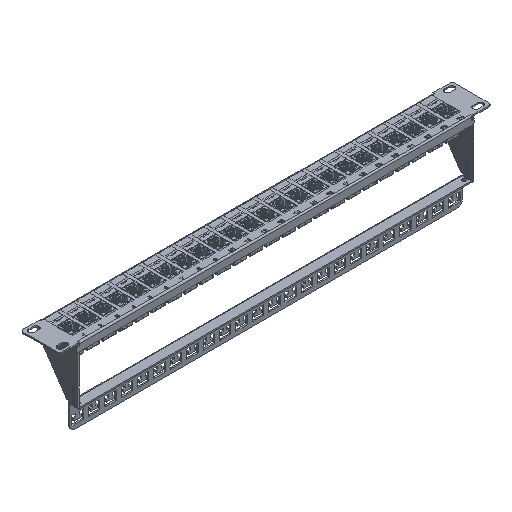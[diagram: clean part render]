
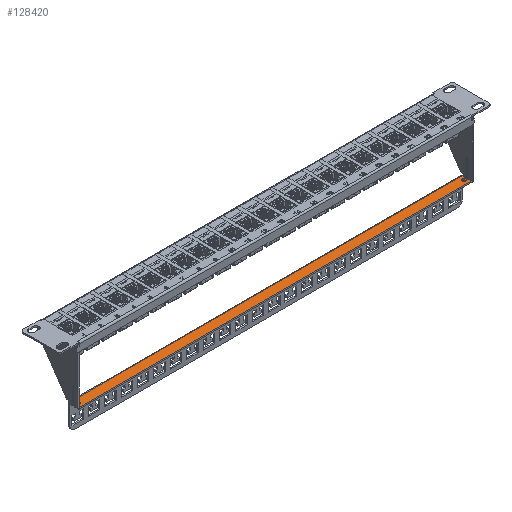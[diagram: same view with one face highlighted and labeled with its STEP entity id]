
A CAD part, isometric view. The second image highlights one B-rep face of the part: STEP entity #128420.
In plain terms, the highlighted face is planar.
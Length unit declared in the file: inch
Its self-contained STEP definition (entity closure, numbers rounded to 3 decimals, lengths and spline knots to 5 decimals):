
#5074 = LINE ( 'NONE', #106289, #81532 ) ;
#5531 = LINE ( 'NONE', #61619, #105334 ) ;
#6742 = CARTESIAN_POINT ( 'NONE',  ( 8.64, -0.48, 0. ) ) ;
#7083 = CARTESIAN_POINT ( 'NONE',  ( -8.64, -0.2094, 0. ) ) ;
#7568 = CARTESIAN_POINT ( 'NONE',  ( -8.64, -0.3404, 0. ) ) ;
#8379 = EDGE_CURVE ( 'NONE', #113670, #47242, #22529, .T. ) ;
#8629 = CARTESIAN_POINT ( 'NONE',  ( 8.65, -0.48, 0. ) ) ;
#8875 = AXIS2_PLACEMENT_3D ( 'NONE', #8629, #83062, #105814 ) ;
#10229 = CARTESIAN_POINT ( 'NONE',  ( -8.4905, -0.3404, 0. ) ) ;
#11133 = CARTESIAN_POINT ( 'NONE',  ( -8.4625, -0.3404, 0. ) ) ;
#11226 = DIRECTION ( 'NONE',  ( -1., 0., 0. ) ) ;
#11448 = VERTEX_POINT ( 'NONE', #98867 ) ;
#11642 = VERTEX_POINT ( 'NONE', #87582 ) ;
#13595 = CARTESIAN_POINT ( 'NONE',  ( -8.4905, -0.2654, 0. ) ) ;
#17560 = VECTOR ( 'NONE', #39210, 39.37008 ) ;
#18013 = CARTESIAN_POINT ( 'NONE',  ( -8.4345, -0.2844, 0. ) ) ;
#19328 = CIRCLE ( 'NONE', #73783, 0.056 ) ;
#19740 = VECTOR ( 'NONE', #22859, 39.37008 ) ;
#19789 = EDGE_CURVE ( 'NONE', #11642, #40093, #127218, .T. ) ;
#20240 = CIRCLE ( 'NONE', #24529, 0.056 ) ;
#20585 = CARTESIAN_POINT ( 'NONE',  ( 8.4345, -0.3124, 0. ) ) ;
#22529 = LINE ( 'NONE', #91775, #17560 ) ;
#22859 = DIRECTION ( 'NONE',  ( 0., 1., 0. ) ) ;
#24529 = AXIS2_PLACEMENT_3D ( 'NONE', #108069, #128515, #118744 ) ;
#25107 = VERTEX_POINT ( 'NONE', #104377 ) ;
#26161 = DIRECTION ( 'NONE',  ( 0., -1., 0. ) ) ;
#28337 = EDGE_CURVE ( 'NONE', #116950, #79115, #126319, .T. ) ;
#28899 = CARTESIAN_POINT ( 'NONE',  ( -8.64, -0.2094, 0. ) ) ;
#30432 = PLANE ( 'NONE',  #8875 ) ;
#31501 = ORIENTED_EDGE ( 'NONE', *, *, #45512, .T. ) ;
#33516 = CARTESIAN_POINT ( 'NONE',  ( 8.4905, -0.3404, 0. ) ) ;
#33558 = AXIS2_PLACEMENT_3D ( 'NONE', #62667, #63598, #137067 ) ;
#34792 = VERTEX_POINT ( 'NONE', #35235 ) ;
#35090 = ORIENTED_EDGE ( 'NONE', *, *, #48919, .F. ) ;
#35235 = CARTESIAN_POINT ( 'NONE',  ( -8.64, -0.48, 0. ) ) ;
#36422 = EDGE_CURVE ( 'NONE', #116950, #47227, #5074, .T. ) ;
#39180 = VECTOR ( 'NONE', #11226, 39.37008 ) ;
#39210 = DIRECTION ( 'NONE',  ( 0., 1., 0. ) ) ;
#40093 = VERTEX_POINT ( 'NONE', #7083 ) ;
#40767 = EDGE_CURVE ( 'NONE', #113670, #75065, #78653, .T. ) ;
#41106 = CARTESIAN_POINT ( 'NONE',  ( 8.64, -0.0698, 0. ) ) ;
#41211 = ORIENTED_EDGE ( 'NONE', *, *, #80382, .F. ) ;
#42720 = ORIENTED_EDGE ( 'NONE', *, *, #19789, .T. ) ;
#43349 = ORIENTED_EDGE ( 'NONE', *, *, #48062, .F. ) ;
#44161 = CARTESIAN_POINT ( 'NONE',  ( 8.65, -0.0698, 0. ) ) ;
#44672 = ORIENTED_EDGE ( 'NONE', *, *, #28337, .F. ) ;
#45512 = EDGE_CURVE ( 'NONE', #56248, #34792, #102416, .T. ) ;
#47227 = VERTEX_POINT ( 'NONE', #114848 ) ;
#47242 = VERTEX_POINT ( 'NONE', #73937 ) ;
#47572 = LINE ( 'NONE', #71289, #124105 ) ;
#48062 = EDGE_CURVE ( 'NONE', #128815, #34792, #47572, .T. ) ;
#48331 = VERTEX_POINT ( 'NONE', #33516 ) ;
#48919 = EDGE_CURVE ( 'NONE', #79115, #11448, #69231, .T. ) ;
#48925 = LINE ( 'NONE', #90330, #123764 ) ;
#50302 = DIRECTION ( 'NONE',  ( -1., 0., 0. ) ) ;
#56248 = VERTEX_POINT ( 'NONE', #6742 ) ;
#59092 = VECTOR ( 'NONE', #50302, 39.37008 ) ;
#60340 = EDGE_CURVE ( 'NONE', #11448, #40093, #48925, .T. ) ;
#61619 = CARTESIAN_POINT ( 'NONE',  ( 8.64, -0.48, 0. ) ) ;
#62667 = CARTESIAN_POINT ( 'NONE',  ( -8.4905, -0.2844, 0. ) ) ;
#63598 = DIRECTION ( 'NONE',  ( 0., 0., -1. ) ) ;
#65506 = EDGE_CURVE ( 'NONE', #48331, #79794, #123844, .T. ) ;
#66116 = CARTESIAN_POINT ( 'NONE',  ( 8.65, -0.48, 0. ) ) ;
#66348 = ORIENTED_EDGE ( 'NONE', *, *, #60340, .F. ) ;
#67404 = VECTOR ( 'NONE', #105730, 39.37008 ) ;
#68545 = EDGE_LOOP ( 'NONE', ( #76851, #42720, #66348, #35090, #44672, #115593, #127318, #74037, #41211, #123589, #106982, #31501, #43349, #74612, #116964, #76936 ) ) ;
#69231 = LINE ( 'NONE', #44161, #39180 ) ;
#70365 = VERTEX_POINT ( 'NONE', #112772 ) ;
#71289 = CARTESIAN_POINT ( 'NONE',  ( -8.64, -0.0698, 0. ) ) ;
#73783 = AXIS2_PLACEMENT_3D ( 'NONE', #127125, #76034, #95998 ) ;
#73937 = CARTESIAN_POINT ( 'NONE',  ( -8.4345, -0.2654, 0. ) ) ;
#74037 = ORIENTED_EDGE ( 'NONE', *, *, #113095, .T. ) ;
#74188 = VECTOR ( 'NONE', #76827, 39.37008 ) ;
#74612 = ORIENTED_EDGE ( 'NONE', *, *, #84669, .T. ) ;
#75065 = VERTEX_POINT ( 'NONE', #10229 ) ;
#75528 = DIRECTION ( 'NONE',  ( 1., 0., 0. ) ) ;
#75698 = LINE ( 'NONE', #20585, #67404 ) ;
#76034 = DIRECTION ( 'NONE',  ( 0., 0., -1. ) ) ;
#76827 = DIRECTION ( 'NONE',  ( -1., 0., 0. ) ) ;
#76851 = ORIENTED_EDGE ( 'NONE', *, *, #77703, .F. ) ;
#76936 = ORIENTED_EDGE ( 'NONE', *, *, #8379, .T. ) ;
#77703 = EDGE_CURVE ( 'NONE', #11642, #47242, #94953, .T. ) ;
#78653 = CIRCLE ( 'NONE', #33558, 0.056 ) ;
#79115 = VERTEX_POINT ( 'NONE', #41106 ) ;
#79794 = VERTEX_POINT ( 'NONE', #114733 ) ;
#80382 = EDGE_CURVE ( 'NONE', #48331, #70365, #19328, .T. ) ;
#81532 = VECTOR ( 'NONE', #94205, 39.37008 ) ;
#83062 = DIRECTION ( 'NONE',  ( 0., 0., 1. ) ) ;
#84669 = EDGE_CURVE ( 'NONE', #128815, #75065, #89730, .T. ) ;
#84805 = CARTESIAN_POINT ( 'NONE',  ( 8.65, -0.3404, 0. ) ) ;
#87582 = CARTESIAN_POINT ( 'NONE',  ( -8.4905, -0.2094, 0. ) ) ;
#88020 = DIRECTION ( 'NONE',  ( 0., 0., -1. ) ) ;
#89730 = LINE ( 'NONE', #11133, #123018 ) ;
#90330 = CARTESIAN_POINT ( 'NONE',  ( -8.64, -0.0698, 0. ) ) ;
#91775 = CARTESIAN_POINT ( 'NONE',  ( -8.4345, -0.48, 0. ) ) ;
#94205 = DIRECTION ( 'NONE',  ( -1., 0., 0. ) ) ;
#94953 = CIRCLE ( 'NONE', #98333, 0.056 ) ;
#95998 = DIRECTION ( 'NONE',  ( 1., 0., 0. ) ) ;
#98333 = AXIS2_PLACEMENT_3D ( 'NONE', #13595, #88020, #75528 ) ;
#98867 = CARTESIAN_POINT ( 'NONE',  ( -8.64, -0.0698, 0. ) ) ;
#99985 = CARTESIAN_POINT ( 'NONE',  ( 8.64, -0.2094, 0. ) ) ;
#100567 = VECTOR ( 'NONE', #109813, 39.37008 ) ;
#102416 = LINE ( 'NONE', #66116, #74188 ) ;
#104377 = CARTESIAN_POINT ( 'NONE',  ( 8.4345, -0.2654, 0. ) ) ;
#105334 = VECTOR ( 'NONE', #136942, 39.37008 ) ;
#105730 = DIRECTION ( 'NONE',  ( 0., -1., 0. ) ) ;
#105814 = DIRECTION ( 'NONE',  ( 1., 0., 0. ) ) ;
#106289 = CARTESIAN_POINT ( 'NONE',  ( 8.65, -0.2094, 0. ) ) ;
#106982 = ORIENTED_EDGE ( 'NONE', *, *, #137621, .F. ) ;
#108069 = CARTESIAN_POINT ( 'NONE',  ( 8.4905, -0.2654, 0. ) ) ;
#109813 = DIRECTION ( 'NONE',  ( 1., 0., 0. ) ) ;
#112772 = CARTESIAN_POINT ( 'NONE',  ( 8.4345, -0.2844, 0. ) ) ;
#113095 = EDGE_CURVE ( 'NONE', #25107, #70365, #75698, .T. ) ;
#113670 = VERTEX_POINT ( 'NONE', #18013 ) ;
#114733 = CARTESIAN_POINT ( 'NONE',  ( 8.64, -0.3404, 0. ) ) ;
#114848 = CARTESIAN_POINT ( 'NONE',  ( 8.4905, -0.2094, 0. ) ) ;
#115593 = ORIENTED_EDGE ( 'NONE', *, *, #36422, .T. ) ;
#116950 = VERTEX_POINT ( 'NONE', #99985 ) ;
#116964 = ORIENTED_EDGE ( 'NONE', *, *, #40767, .F. ) ;
#118188 = CARTESIAN_POINT ( 'NONE',  ( 8.64, -0.48, 0. ) ) ;
#118744 = DIRECTION ( 'NONE',  ( 1., 0., 0. ) ) ;
#123018 = VECTOR ( 'NONE', #127782, 39.37008 ) ;
#123589 = ORIENTED_EDGE ( 'NONE', *, *, #65506, .T. ) ;
#123764 = VECTOR ( 'NONE', #26161, 39.37008 ) ;
#123844 = LINE ( 'NONE', #84805, #100567 ) ;
#124105 = VECTOR ( 'NONE', #125144, 39.37008 ) ;
#124897 = EDGE_CURVE ( 'NONE', #25107, #47227, #20240, .T. ) ;
#125144 = DIRECTION ( 'NONE',  ( 0., -1., 0. ) ) ;
#126264 = FACE_OUTER_BOUND ( 'NONE', #68545, .T. ) ;
#126319 = LINE ( 'NONE', #118188, #19740 ) ;
#127125 = CARTESIAN_POINT ( 'NONE',  ( 8.4905, -0.2844, 0. ) ) ;
#127218 = LINE ( 'NONE', #28899, #59092 ) ;
#127318 = ORIENTED_EDGE ( 'NONE', *, *, #124897, .F. ) ;
#127782 = DIRECTION ( 'NONE',  ( 1., 0., 0. ) ) ;
#128420 = ADVANCED_FACE ( 'NONE', ( #126264 ), #30432, .F. ) ;
#128515 = DIRECTION ( 'NONE',  ( 0., 0., -1. ) ) ;
#128815 = VERTEX_POINT ( 'NONE', #7568 ) ;
#136942 = DIRECTION ( 'NONE',  ( 0., 1., 0. ) ) ;
#137067 = DIRECTION ( 'NONE',  ( 1., 0., 0. ) ) ;
#137621 = EDGE_CURVE ( 'NONE', #56248, #79794, #5531, .T. ) ;
